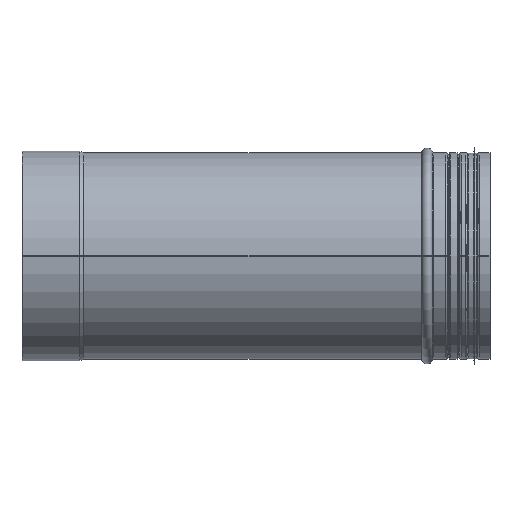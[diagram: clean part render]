
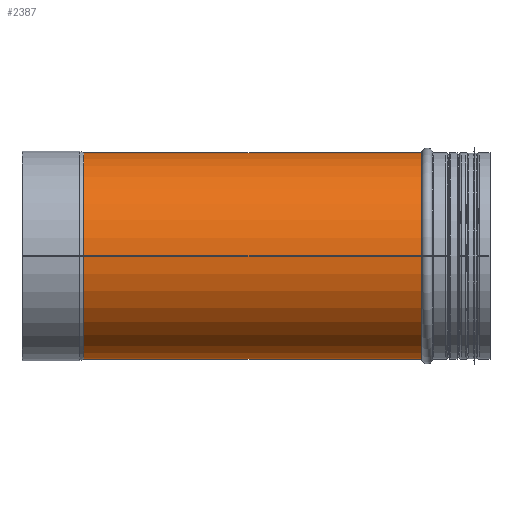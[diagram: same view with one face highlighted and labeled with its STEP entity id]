
A CAD part, left-side view. The second image highlights one B-rep face of the part: STEP entity #2387.
In plain terms, the highlighted cylindrical face has radius 126 mm (diameter 252 mm), a partial arc.
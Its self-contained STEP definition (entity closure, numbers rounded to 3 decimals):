
#185=CARTESIAN_POINT('',(96.514,320.,81.));
#186=VERTEX_POINT('',#185);
#187=CARTESIAN_POINT('',(96.514,320.,81.));
#188=CARTESIAN_POINT('',(96.514,325.301,81.));
#189=CARTESIAN_POINT('',(96.965,330.698,80.472));
#190=CARTESIAN_POINT('',(98.697,341.295,78.337));
#191=CARTESIAN_POINT('',(99.975,346.497,76.731));
#192=CARTESIAN_POINT('',(103.04,356.392,72.564));
#193=CARTESIAN_POINT('',(104.825,361.094,69.998));
#194=CARTESIAN_POINT('',(108.522,369.773,64.118));
#195=CARTESIAN_POINT('',(110.43,373.75,60.802));
#196=CARTESIAN_POINT('',(114.013,380.77,53.782));
#197=CARTESIAN_POINT('',(115.825,384.08,49.822));
#198=CARTESIAN_POINT('',(119.185,389.971,41.14));
#199=CARTESIAN_POINT('',(120.732,392.553,36.417));
#200=CARTESIAN_POINT('',(123.294,396.741,26.476));
#201=CARTESIAN_POINT('',(124.311,398.351,21.248));
#202=CARTESIAN_POINT('',(125.664,400.481,10.637));
#203=CARTESIAN_POINT('',(126.,401.0,5.253));
#204=CARTESIAN_POINT('',(126.0,401.0,-5.253));
#205=CARTESIAN_POINT('',(125.664,400.481,-10.637));
#206=CARTESIAN_POINT('',(124.311,398.351,-21.248));
#207=CARTESIAN_POINT('',(123.294,396.741,-26.476));
#208=CARTESIAN_POINT('',(120.732,392.553,-36.417));
#209=CARTESIAN_POINT('',(119.185,389.971,-41.14));
#210=CARTESIAN_POINT('',(115.825,384.08,-49.822));
#211=CARTESIAN_POINT('',(114.013,380.77,-53.782));
#212=CARTESIAN_POINT('',(110.43,373.75,-60.802));
#213=CARTESIAN_POINT('',(108.522,369.773,-64.118));
#214=CARTESIAN_POINT('',(104.825,361.094,-69.998));
#215=CARTESIAN_POINT('',(103.04,356.392,-72.564));
#216=CARTESIAN_POINT('',(99.975,346.497,-76.731));
#217=CARTESIAN_POINT('',(98.697,341.295,-78.337));
#218=CARTESIAN_POINT('',(96.965,330.698,-80.472));
#219=CARTESIAN_POINT('',(96.514,325.301,-81.));
#220=CARTESIAN_POINT('',(96.514,314.699,-81.));
#221=CARTESIAN_POINT('',(96.965,309.302,-80.472));
#222=CARTESIAN_POINT('',(98.697,298.705,-78.337));
#223=CARTESIAN_POINT('',(99.975,293.503,-76.731));
#224=CARTESIAN_POINT('',(103.04,283.608,-72.564));
#225=CARTESIAN_POINT('',(104.825,278.906,-69.998));
#226=CARTESIAN_POINT('',(108.522,270.227,-64.118));
#227=CARTESIAN_POINT('',(110.43,266.25,-60.802));
#228=CARTESIAN_POINT('',(114.013,259.23,-53.782));
#229=CARTESIAN_POINT('',(115.825,255.92,-49.822));
#230=CARTESIAN_POINT('',(119.185,250.029,-41.14));
#231=CARTESIAN_POINT('',(120.732,247.447,-36.417));
#232=CARTESIAN_POINT('',(123.294,243.259,-26.476));
#233=CARTESIAN_POINT('',(124.311,241.649,-21.248));
#234=CARTESIAN_POINT('',(125.664,239.519,-10.637));
#235=CARTESIAN_POINT('',(126.,239.0,-5.253));
#236=CARTESIAN_POINT('',(126.0,239.0,5.253));
#237=CARTESIAN_POINT('',(125.664,239.519,10.637));
#238=CARTESIAN_POINT('',(124.311,241.649,21.248));
#239=CARTESIAN_POINT('',(123.294,243.259,26.476));
#240=CARTESIAN_POINT('',(120.732,247.447,36.417));
#241=CARTESIAN_POINT('',(119.185,250.029,41.14));
#242=CARTESIAN_POINT('',(115.825,255.92,49.822));
#243=CARTESIAN_POINT('',(114.013,259.23,53.782));
#244=CARTESIAN_POINT('',(110.43,266.25,60.802));
#245=CARTESIAN_POINT('',(108.522,270.227,64.118));
#246=CARTESIAN_POINT('',(104.825,278.906,69.998));
#247=CARTESIAN_POINT('',(103.04,283.608,72.564));
#248=CARTESIAN_POINT('',(99.975,293.503,76.731));
#249=CARTESIAN_POINT('',(98.697,298.705,78.337));
#250=CARTESIAN_POINT('',(96.965,309.302,80.472));
#251=CARTESIAN_POINT('',(96.514,314.699,81.));
#252=CARTESIAN_POINT('',(96.514,320.0,81.));
#253=B_SPLINE_CURVE_WITH_KNOTS('',3,(#187,#188,#189,#190,#191,#192,#193,#194,#195,#196,#197,#198,#199,#200,#201,#202,#203,#204,#205,#206,#207,#208,#209,#210,#211,#212,#213,#214,#215,#216,#217,#218,#219,#220,#221,#222,#223,#224,#225,#226,#227,#228,#229,#230,#231,#232,#233,#234,#235,#236,#237,#238,#239,#240,#241,#242,#243,#244,#245,#246,#247,#248,#249,#250,#251,#252),.UNSPECIFIED.,.T.,.U.,(4,2,2,2,2,2,2,2,2,2,2,2,2,2,2,2,2,2,2,2,2,2,2,2,2,2,2,2,2,2,2,2,4),(0.0,1.59,3.181,4.771,6.362,7.938,9.514,11.09,12.666,14.242,15.817,17.393,18.969,20.56,22.15,23.741,25.331,26.922,28.512,30.102,31.693,33.269,34.845,36.421,37.997,39.573,41.149,42.725,44.3,45.891,47.481,49.072,50.662),.UNSPECIFIED.);
#254=EDGE_CURVE('',#186,#186,#253,.T.);
#852=CARTESIAN_POINT('',(-126.,83.828,0.22));
#853=VERTEX_POINT('',#852);
#885=CARTESIAN_POINT('',(-126.,494.688,0.22));
#886=VERTEX_POINT('',#885);
#887=CARTESIAN_POINT('',(-126.,494.688,0.22));
#888=DIRECTION('',(0.0,-1.0,0.0));
#889=VECTOR('',#888,410.859);
#890=LINE('',#887,#889);
#891=EDGE_CURVE('',#886,#853,#890,.T.);
#1117=CARTESIAN_POINT('',(-126.0,494.688,0.0));
#1118=VERTEX_POINT('',#1117);
#1150=CARTESIAN_POINT('',(-126.,83.828,0.0));
#1151=VERTEX_POINT('',#1150);
#1152=CARTESIAN_POINT('',(-126.0,494.688,0.0));
#1153=DIRECTION('',(0.0,-1.0,0.0));
#1154=VECTOR('',#1153,410.859);
#1155=LINE('',#1152,#1154);
#1156=EDGE_CURVE('',#1118,#1151,#1155,.T.);
#2355=CARTESIAN_POINT('',(0.0,494.688,0.0));
#2356=DIRECTION('',(0.0,-1.0,0.0));
#2357=DIRECTION('',(-1.0,0.0,0.0));
#2358=AXIS2_PLACEMENT_3D('',#2355,#2356,#2357);
#2359=CIRCLE('',#2358,126.0);
#2360=EDGE_CURVE('',#1118,#886,#2359,.T.);
#2367=CARTESIAN_POINT('',(0.0,279.233,0.0));
#2368=DIRECTION('',(0.0,-1.0,0.0));
#2369=DIRECTION('',(-1.0,0.0,0.0));
#2370=AXIS2_PLACEMENT_3D('',#2367,#2368,#2369);
#2371=CYLINDRICAL_SURFACE('',#2370,126.0);
#2372=ORIENTED_EDGE('',*,*,#891,.T.);
#2373=CARTESIAN_POINT('',(0.0,83.828,0.0));
#2374=DIRECTION('',(0.0,-1.0,0.0));
#2375=DIRECTION('',(-1.0,0.0,0.0));
#2376=AXIS2_PLACEMENT_3D('',#2373,#2374,#2375);
#2377=CIRCLE('',#2376,126.);
#2378=EDGE_CURVE('',#1151,#853,#2377,.T.);
#2379=ORIENTED_EDGE('',*,*,#2378,.F.);
#2380=ORIENTED_EDGE('',*,*,#1156,.F.);
#2381=ORIENTED_EDGE('',*,*,#2360,.T.);
#2382=EDGE_LOOP('',(#2372,#2379,#2380,#2381));
#2383=FACE_OUTER_BOUND('',#2382,.T.);
#2384=ORIENTED_EDGE('',*,*,#254,.T.);
#2385=EDGE_LOOP('',(#2384));
#2386=FACE_BOUND('',#2385,.T.);
#2387=ADVANCED_FACE('',(#2383,#2386),#2371,.T.);
